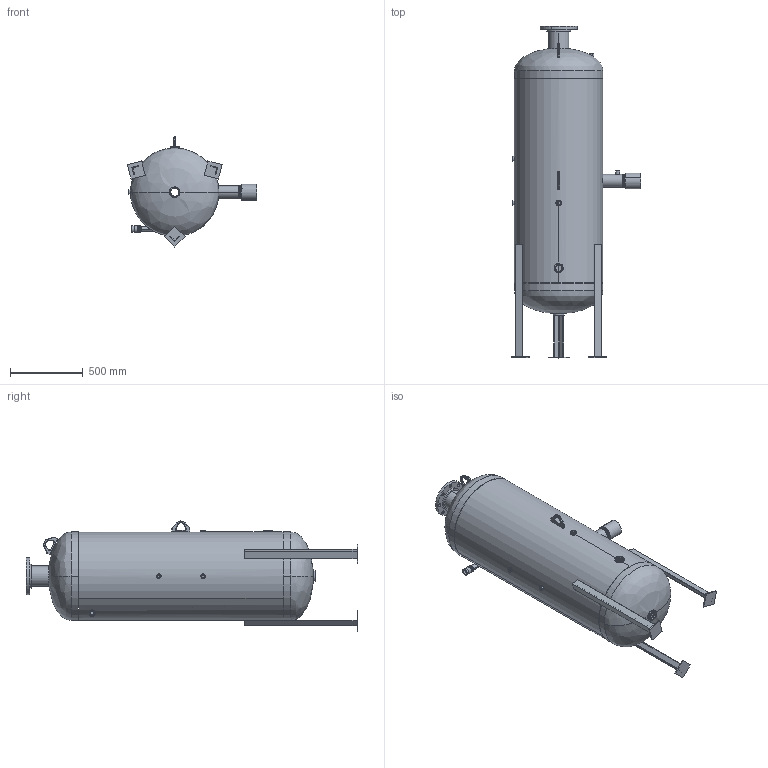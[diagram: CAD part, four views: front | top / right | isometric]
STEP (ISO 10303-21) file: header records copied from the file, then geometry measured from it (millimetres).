
FILE_DESCRIPTION (( 'STEP AP203' ), '1' );
FILE_NAME ('BDT-302.STEP', '2021-03-11T16:21:57', ( '' ), ( '' ), 'SwSTEP 2.0', 'SolidWorks 2021', '' );
FILE_SCHEMA (( 'CONFIG_CONTROL_DESIGN' ));
Length unit declared in the file: inch
Products named in the file (22): 9301080_25; Couplings_9500561; 99P3394_44615K132; 99P0189_44615K316; 9301100_6.75; 9500040; 9461080; BDT-302; Couplings_9500556; 52M0523; 99T0254; 9421160; 9400542; 9500030; 9100290_30.5; 9500070; Couplings_9500557; 9500080; 9201090; 99B0296; Couplings_9500578
Assembly tree (27 placements, depth 2):
  BDT-302
    99B0296
    9201090
    9201090
    52M0523
    9500030  x2
    Couplings_9500556
    Couplings_9500557
    9500040
    9500080
    Couplings_9500561
    9500070
    99P0189_44615K316
    99P3394_44615K132
    9301080_25
    9301100_6.75
    9421160
    9461080
    Couplings_9500578
    9400542  x2
    9100290_30.5  x3
    99T0254  x3
Bounding box: 892.23 x 2285.97 x 758.04 mm (x, y, z)
Volume: 39887802.6 mm3; surface area: 9015515 mm2
Topology: 27 solids, 27 shells, 600 faces, 1319 edges, 780 vertices
Faces by surface type: cylinder 203, cone 202, plane 125, torus 44, bspline 26
Entity records: 23679 total; most frequent: CARTESIAN_POINT 10064, DIRECTION 2519, ORIENTED_EDGE 2154, EDGE_CURVE 1077, AXIS2_PLACEMENT_3D 1040, VERTEX_POINT 632, EDGE_LOOP 565, CIRCLE 544
